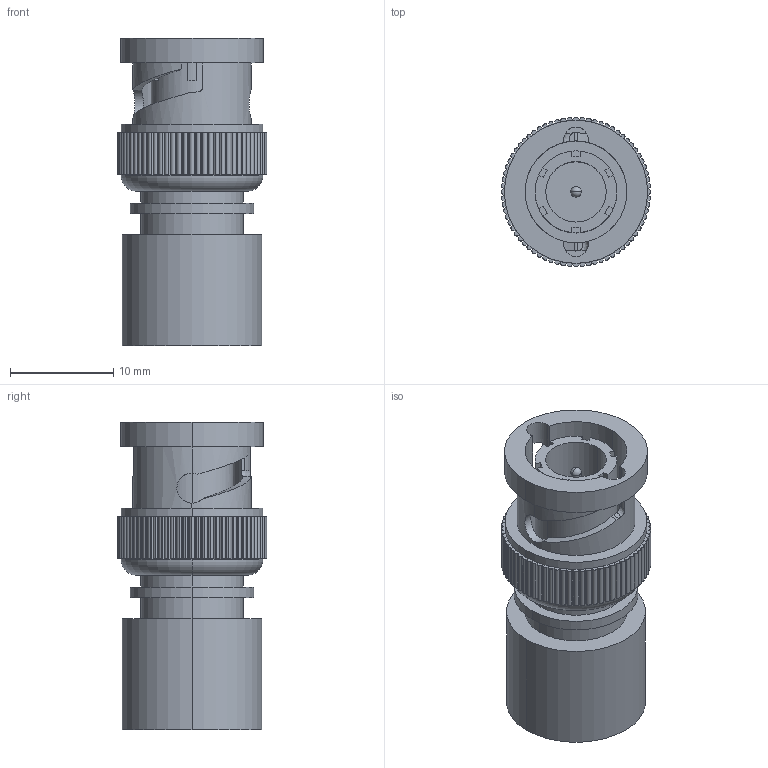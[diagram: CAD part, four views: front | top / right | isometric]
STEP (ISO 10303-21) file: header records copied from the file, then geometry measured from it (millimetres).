
FILE_DESCRIPTION (( 'STEP AP203' ), '1' );
FILE_NAME ('BTB5MD.STEP', '2006-06-30T19:41:49', ( ' ' ), ( ' ' ), 'SwSTEP 2.0', 'SolidWorks 2005354', '' );
FILE_SCHEMA (( 'CONFIG_CONTROL_DESIGN' ));
Length unit declared in the file: inch
Products named in the file (1): BTB5MD
Bounding box: 14.48 x 14.48 x 29.72 mm (x, y, z)
Volume: 2998.5 mm3; surface area: 2863.5 mm2
Topology: 1 solids, 1 shells, 378 faces, 1089 edges, 723 vertices
Faces by surface type: plane 199, cylinder 139, bspline 36, torus 2, sphere 2
Entity records: 16108 total; most frequent: CARTESIAN_POINT 6163, ORIENTED_EDGE 2170, DIRECTION 1945, EDGE_CURVE 1085, VERTEX_POINT 721, VECTOR 699, LINE 699, AXIS2_PLACEMENT_3D 623
